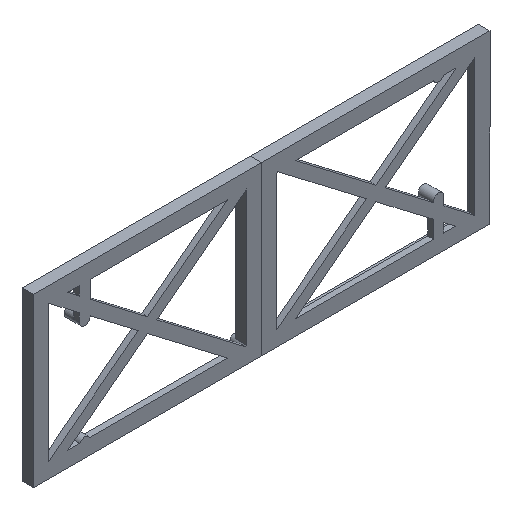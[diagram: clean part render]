
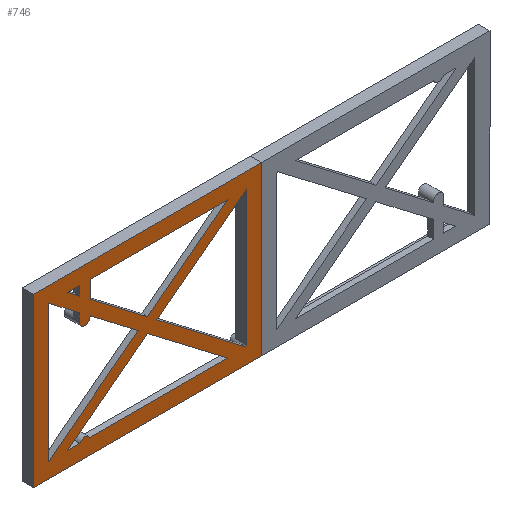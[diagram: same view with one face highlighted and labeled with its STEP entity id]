
A CAD part, isometric view. The second image highlights one B-rep face of the part: STEP entity #746.
In plain terms, the highlighted planar face has unit normal (0, -1, 0).
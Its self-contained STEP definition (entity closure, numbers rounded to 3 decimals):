
#31=FACE_BOUND('',#125,.T.);
#32=FACE_BOUND('',#126,.T.);
#33=FACE_BOUND('',#127,.T.);
#34=FACE_BOUND('',#128,.T.);
#35=FACE_BOUND('',#129,.T.);
#43=CIRCLE('',#806,1.4);
#45=CIRCLE('',#810,1.4);
#47=CIRCLE('',#814,1.4);
#83=FACE_OUTER_BOUND('',#124,.T.);
#124=EDGE_LOOP('',(#652,#653,#654,#655));
#125=EDGE_LOOP('',(#656,#657,#658,#659));
#126=EDGE_LOOP('',(#660,#661,#662,#663,#664));
#127=EDGE_LOOP('',(#665,#666,#667));
#128=EDGE_LOOP('',(#668,#669,#670,#671,#672,#673));
#129=EDGE_LOOP('',(#674,#675,#676,#677));
#163=LINE('',#1110,#252);
#166=LINE('',#1115,#255);
#168=LINE('',#1120,#257);
#171=LINE('',#1125,#260);
#173=LINE('',#1130,#262);
#181=LINE('',#1148,#270);
#191=LINE('',#1179,#280);
#192=LINE('',#1181,#281);
#194=LINE('',#1185,#283);
#196=LINE('',#1189,#285);
#197=LINE('',#1191,#286);
#199=LINE('',#1195,#288);
#200=LINE('',#1197,#289);
#202=LINE('',#1202,#291);
#204=LINE('',#1205,#293);
#205=LINE('',#1207,#294);
#207=LINE('',#1212,#296);
#209=LINE('',#1215,#298);
#210=LINE('',#1217,#299);
#211=LINE('',#1221,#300);
#214=LINE('',#1226,#303);
#216=LINE('',#1230,#305);
#218=LINE('',#1233,#307);
#252=VECTOR('',#895,10.);
#255=VECTOR('',#900,10.);
#257=VECTOR('',#904,10.);
#260=VECTOR('',#909,10.);
#262=VECTOR('',#913,10.);
#270=VECTOR('',#927,10.);
#280=VECTOR('',#963,10.);
#281=VECTOR('',#966,10.);
#283=VECTOR('',#970,10.);
#285=VECTOR('',#974,10.);
#286=VECTOR('',#977,10.);
#288=VECTOR('',#981,10.);
#289=VECTOR('',#984,10.);
#291=VECTOR('',#988,10.);
#293=VECTOR('',#992,10.);
#294=VECTOR('',#995,10.);
#296=VECTOR('',#999,10.);
#298=VECTOR('',#1003,10.);
#299=VECTOR('',#1006,10.);
#300=VECTOR('',#1009,10.);
#303=VECTOR('',#1014,10.);
#305=VECTOR('',#1018,10.);
#307=VECTOR('',#1022,10.);
#341=VERTEX_POINT('',#1107);
#342=VERTEX_POINT('',#1109);
#343=VERTEX_POINT('',#1113);
#344=VERTEX_POINT('',#1117);
#345=VERTEX_POINT('',#1119);
#346=VERTEX_POINT('',#1123);
#347=VERTEX_POINT('',#1127);
#348=VERTEX_POINT('',#1129);
#354=VERTEX_POINT('',#1145);
#355=VERTEX_POINT('',#1147);
#357=VERTEX_POINT('',#1154);
#358=VERTEX_POINT('',#1156);
#360=VERTEX_POINT('',#1164);
#362=VERTEX_POINT('',#1172);
#363=VERTEX_POINT('',#1177);
#364=VERTEX_POINT('',#1183);
#365=VERTEX_POINT('',#1187);
#366=VERTEX_POINT('',#1193);
#367=VERTEX_POINT('',#1199);
#368=VERTEX_POINT('',#1201);
#369=VERTEX_POINT('',#1209);
#370=VERTEX_POINT('',#1211);
#371=VERTEX_POINT('',#1219);
#372=VERTEX_POINT('',#1220);
#373=VERTEX_POINT('',#1225);
#374=VERTEX_POINT('',#1229);
#413=EDGE_CURVE('',#341,#342,#163,.T.);
#416=EDGE_CURVE('',#343,#341,#166,.T.);
#418=EDGE_CURVE('',#344,#345,#168,.T.);
#421=EDGE_CURVE('',#346,#344,#171,.T.);
#423=EDGE_CURVE('',#347,#348,#173,.T.);
#432=EDGE_CURVE('',#354,#355,#181,.T.);
#437=EDGE_CURVE('',#357,#358,#43,.T.);
#441=EDGE_CURVE('',#342,#360,#45,.T.);
#445=EDGE_CURVE('',#348,#362,#47,.T.);
#448=EDGE_CURVE('',#363,#346,#191,.T.);
#449=EDGE_CURVE('',#345,#363,#192,.T.);
#451=EDGE_CURVE('',#364,#343,#194,.T.);
#453=EDGE_CURVE('',#365,#364,#196,.T.);
#454=EDGE_CURVE('',#360,#365,#197,.T.);
#456=EDGE_CURVE('',#366,#354,#199,.T.);
#457=EDGE_CURVE('',#355,#366,#200,.T.);
#459=EDGE_CURVE('',#367,#368,#202,.T.);
#461=EDGE_CURVE('',#362,#367,#204,.T.);
#462=EDGE_CURVE('',#368,#347,#205,.T.);
#464=EDGE_CURVE('',#369,#370,#207,.T.);
#466=EDGE_CURVE('',#358,#369,#209,.T.);
#467=EDGE_CURVE('',#370,#357,#210,.T.);
#468=EDGE_CURVE('',#371,#372,#211,.T.);
#471=EDGE_CURVE('',#373,#371,#214,.T.);
#473=EDGE_CURVE('',#374,#373,#216,.T.);
#475=EDGE_CURVE('',#372,#374,#218,.T.);
#652=ORIENTED_EDGE('',*,*,#475,.F.);
#653=ORIENTED_EDGE('',*,*,#468,.F.);
#654=ORIENTED_EDGE('',*,*,#471,.F.);
#655=ORIENTED_EDGE('',*,*,#473,.F.);
#656=ORIENTED_EDGE('',*,*,#467,.F.);
#657=ORIENTED_EDGE('',*,*,#464,.F.);
#658=ORIENTED_EDGE('',*,*,#466,.F.);
#659=ORIENTED_EDGE('',*,*,#437,.F.);
#660=ORIENTED_EDGE('',*,*,#462,.F.);
#661=ORIENTED_EDGE('',*,*,#459,.F.);
#662=ORIENTED_EDGE('',*,*,#461,.F.);
#663=ORIENTED_EDGE('',*,*,#445,.F.);
#664=ORIENTED_EDGE('',*,*,#423,.F.);
#665=ORIENTED_EDGE('',*,*,#432,.F.);
#666=ORIENTED_EDGE('',*,*,#456,.F.);
#667=ORIENTED_EDGE('',*,*,#457,.F.);
#668=ORIENTED_EDGE('',*,*,#413,.F.);
#669=ORIENTED_EDGE('',*,*,#416,.F.);
#670=ORIENTED_EDGE('',*,*,#451,.F.);
#671=ORIENTED_EDGE('',*,*,#453,.F.);
#672=ORIENTED_EDGE('',*,*,#454,.F.);
#673=ORIENTED_EDGE('',*,*,#441,.F.);
#674=ORIENTED_EDGE('',*,*,#449,.F.);
#675=ORIENTED_EDGE('',*,*,#418,.F.);
#676=ORIENTED_EDGE('',*,*,#421,.F.);
#677=ORIENTED_EDGE('',*,*,#448,.F.);
#710=PLANE('',#833);
#746=ADVANCED_FACE('',(#83,#31,#32,#33,#34,#35),#710,.F.);
#806=AXIS2_PLACEMENT_3D('',#1157,#935,#936);
#810=AXIS2_PLACEMENT_3D('',#1165,#945,#946);
#814=AXIS2_PLACEMENT_3D('',#1173,#955,#956);
#833=AXIS2_PLACEMENT_3D('',#1234,#1023,#1024);
#895=DIRECTION('',(0.794,0.,-0.608));
#900=DIRECTION('',(-0.794,0.,-0.608));
#904=DIRECTION('',(0.,0.,1.));
#909=DIRECTION('',(1.,0.,0.));
#913=DIRECTION('',(-1.,0.,0.));
#927=DIRECTION('',(0.,0.,-1.));
#935=DIRECTION('center_axis',(0.,1.,0.));
#936=DIRECTION('ref_axis',(-1.,0.,0.));
#945=DIRECTION('center_axis',(0.,1.,0.));
#946=DIRECTION('ref_axis',(-1.,0.,0.));
#955=DIRECTION('center_axis',(0.,1.,0.));
#956=DIRECTION('ref_axis',(-1.,0.,0.));
#963=DIRECTION('',(-0.794,0.,-0.608));
#966=DIRECTION('',(-0.794,0.,0.608));
#970=DIRECTION('',(0.,0.,1.));
#974=DIRECTION('',(0.794,0.,-0.608));
#977=DIRECTION('',(0.,0.,-1.));
#981=DIRECTION('',(-0.794,0.,0.608));
#984=DIRECTION('',(1.,0.,0.));
#988=DIRECTION('',(0.794,0.,-0.608));
#992=DIRECTION('',(-1.,0.,0.));
#995=DIRECTION('',(0.794,0.,0.608));
#999=DIRECTION('',(0.794,0.,0.608));
#1003=DIRECTION('',(0.,0.,-1.));
#1006=DIRECTION('',(-0.794,0.,0.608));
#1009=DIRECTION('',(-1.,0.,0.));
#1014=DIRECTION('',(0.,0.,-1.));
#1018=DIRECTION('',(1.,0.,0.));
#1022=DIRECTION('',(0.,0.,1.));
#1023=DIRECTION('center_axis',(0.,1.,0.));
#1024=DIRECTION('ref_axis',(0.,0.,1.));
#1107=CARTESIAN_POINT('',(-27.531,0.,22.));
#1109=CARTESIAN_POINT('',(-14.895,0.,12.334));
#1110=CARTESIAN_POINT('',(-51.062,0.,40.));
#1113=CARTESIAN_POINT('',(-4.,0.,40.));
#1115=CARTESIAN_POINT('',(-4.,0.,40.));
#1117=CARTESIAN_POINT('',(-14.9,0.,4.));
#1119=CARTESIAN_POINT('',(-14.9,0.,8.561));
#1120=CARTESIAN_POINT('',(-14.9,0.,4.));
#1123=CARTESIAN_POINT('',(-51.062,0.,4.));
#1125=CARTESIAN_POINT('',(-56.,0.,4.));
#1127=CARTESIAN_POINT('',(-8.938,0.,40.));
#1129=CARTESIAN_POINT('',(-12.212,0.,40.));
#1130=CARTESIAN_POINT('',(-4.,0.,40.));
#1145=CARTESIAN_POINT('',(-12.1,0.,6.419));
#1147=CARTESIAN_POINT('',(-12.1,0.,4.));
#1148=CARTESIAN_POINT('',(-12.1,0.,12.45));
#1154=CARTESIAN_POINT('',(-55.793,0.,39.841));
#1156=CARTESIAN_POINT('',(-56.,0.,39.57));
#1157=CARTESIAN_POINT('Origin',(-57.,0.,40.55));
#1164=CARTESIAN_POINT('',(-12.1,0.,12.45));
#1165=CARTESIAN_POINT('Origin',(-13.5,0.,12.45));
#1172=CARTESIAN_POINT('',(-14.788,0.,40.));
#1173=CARTESIAN_POINT('Origin',(-13.5,0.,40.55));
#1177=CARTESIAN_POINT('',(-30.,0.,20.111));
#1179=CARTESIAN_POINT('',(-4.,0.,40.));
#1181=CARTESIAN_POINT('',(-8.938,0.,4.));
#1183=CARTESIAN_POINT('',(-4.,0.,4.));
#1185=CARTESIAN_POINT('',(-4.,0.,4.));
#1187=CARTESIAN_POINT('',(-12.1,0.,10.196));
#1189=CARTESIAN_POINT('',(-51.062,0.,40.));
#1191=CARTESIAN_POINT('',(-12.1,0.,12.45));
#1193=CARTESIAN_POINT('',(-8.938,0.,4.));
#1195=CARTESIAN_POINT('',(-8.938,0.,4.));
#1197=CARTESIAN_POINT('',(-56.,0.,4.));
#1199=CARTESIAN_POINT('',(-51.062,0.,40.));
#1201=CARTESIAN_POINT('',(-30.,0.,23.889));
#1202=CARTESIAN_POINT('',(-51.062,0.,40.));
#1205=CARTESIAN_POINT('',(-4.,0.,40.));
#1207=CARTESIAN_POINT('',(-56.,0.,4.));
#1209=CARTESIAN_POINT('',(-56.,0.,4.));
#1211=CARTESIAN_POINT('',(-32.469,0.,22.));
#1212=CARTESIAN_POINT('',(-56.,0.,4.));
#1215=CARTESIAN_POINT('',(-56.,0.,40.));
#1217=CARTESIAN_POINT('',(-8.938,0.,4.));
#1219=CARTESIAN_POINT('',(0.,0.,0.));
#1220=CARTESIAN_POINT('',(-60.,0.,0.));
#1221=CARTESIAN_POINT('',(0.,0.,0.));
#1225=CARTESIAN_POINT('',(0.,0.,44.));
#1226=CARTESIAN_POINT('',(0.,0.,44.));
#1229=CARTESIAN_POINT('',(-60.,0.,44.));
#1230=CARTESIAN_POINT('',(-60.,0.,44.));
#1233=CARTESIAN_POINT('',(-60.,0.,0.));
#1234=CARTESIAN_POINT('Origin',(-30.,0.,22.));
